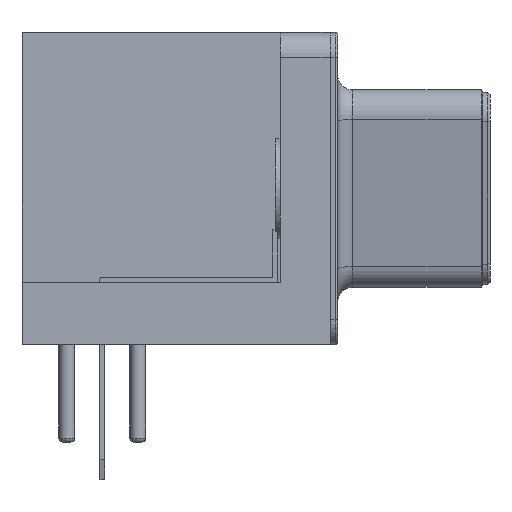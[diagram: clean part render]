
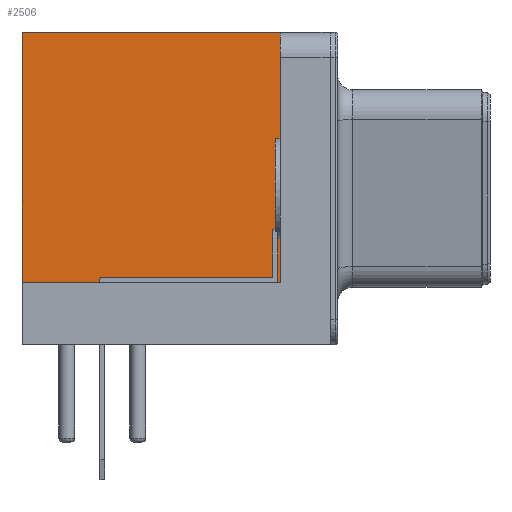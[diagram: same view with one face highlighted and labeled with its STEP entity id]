
A CAD part, left-side view. The second image highlights one B-rep face of the part: STEP entity #2506.
In plain terms, the highlighted planar face has unit normal (-1, 0, 0).
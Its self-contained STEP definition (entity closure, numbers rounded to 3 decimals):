
#1821 = VERTEX_POINT('',#1822);
#1822 = CARTESIAN_POINT('',(-15.44,1.8,12.5));
#1828 = EDGE_CURVE('',#1829,#1821,#1831,.T.);
#1829 = VERTEX_POINT('',#1830);
#1830 = CARTESIAN_POINT('',(-15.44,-8.54,12.5));
#1831 = LINE('',#1832,#1833);
#1832 = CARTESIAN_POINT('',(-15.44,-9.54,12.5));
#1833 = VECTOR('',#1834,1.);
#1834 = DIRECTION('',(0.,1.,0.));
#2416 = VERTEX_POINT('',#2417);
#2417 = CARTESIAN_POINT('',(-15.44,-8.54,2.5));
#2423 = EDGE_CURVE('',#2416,#1829,#2424,.T.);
#2424 = LINE('',#2425,#2426);
#2425 = CARTESIAN_POINT('',(-15.44,-8.54,2.5));
#2426 = VECTOR('',#2427,1.);
#2427 = DIRECTION('',(0.,0.,1.));
#2506 = ADVANCED_FACE('',(#2507),#2525,.F.);
#2507 = FACE_BOUND('',#2508,.F.);
#2508 = EDGE_LOOP('',(#2509,#2510,#2518,#2524));
#2509 = ORIENTED_EDGE('',*,*,#2423,.F.);
#2510 = ORIENTED_EDGE('',*,*,#2511,.T.);
#2511 = EDGE_CURVE('',#2416,#2512,#2514,.T.);
#2512 = VERTEX_POINT('',#2513);
#2513 = CARTESIAN_POINT('',(-15.44,1.8,2.5));
#2514 = LINE('',#2515,#2516);
#2515 = CARTESIAN_POINT('',(-15.44,-8.54,2.5));
#2516 = VECTOR('',#2517,1.);
#2517 = DIRECTION('',(0.,1.,0.));
#2518 = ORIENTED_EDGE('',*,*,#2519,.T.);
#2519 = EDGE_CURVE('',#2512,#1821,#2520,.T.);
#2520 = LINE('',#2521,#2522);
#2521 = CARTESIAN_POINT('',(-15.44,1.8,4.375));
#2522 = VECTOR('',#2523,1.);
#2523 = DIRECTION('',(0.,0.,1.));
#2524 = ORIENTED_EDGE('',*,*,#1828,.F.);
#2525 = PLANE('',#2526);
#2526 = AXIS2_PLACEMENT_3D('',#2527,#2528,#2529);
#2527 = CARTESIAN_POINT('',(-15.44,-8.54,2.5));
#2528 = DIRECTION('',(1.,0.,0.));
#2529 = DIRECTION('',(0.,0.,1.));
